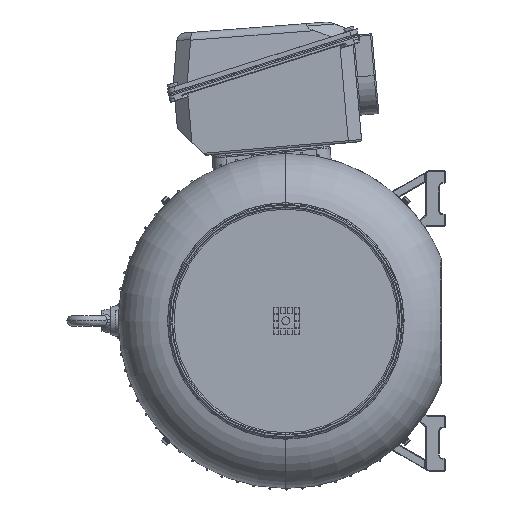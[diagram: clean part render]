
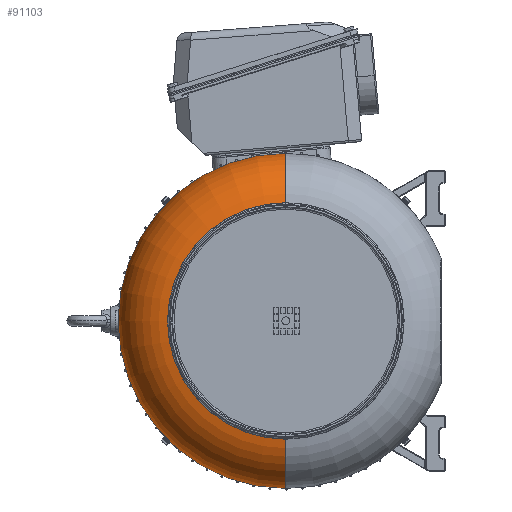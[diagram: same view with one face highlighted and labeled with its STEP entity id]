
A CAD part, left-side view. The second image highlights one B-rep face of the part: STEP entity #91103.
In plain terms, the highlighted toroidal (fillet/blend) face has major radius 155.5 mm and minor radius 85 mm.
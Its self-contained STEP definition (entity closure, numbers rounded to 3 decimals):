
#97 = ORIENTED_EDGE ( 'NONE', *, *, #61008, .T. ) ;
#1862 = ORIENTED_EDGE ( 'NONE', *, *, #141365, .F. ) ;
#6337 = CARTESIAN_POINT ( 'NONE',  ( -157., 0., 240.5 ) ) ;
#18145 = CARTESIAN_POINT ( 'NONE',  ( -240.783, 0., 169.832 ) ) ;
#20599 = TOROIDAL_SURFACE ( 'NONE', #111115, 155.5, 85. ) ;
#28429 = EDGE_CURVE ( 'NONE', #105265, #34793, #45778, .T. ) ;
#33567 = AXIS2_PLACEMENT_3D ( 'NONE', #158891, #80489, #81033 ) ;
#34793 = VERTEX_POINT ( 'NONE', #156104 ) ;
#45778 = CIRCLE ( 'NONE', #60602, 240.5 ) ;
#49946 = CARTESIAN_POINT ( 'NONE',  ( -157., 0., 0. ) ) ;
#50961 = DIRECTION ( 'NONE',  ( 0., 0., 1. ) ) ;
#54010 = CIRCLE ( 'NONE', #62088, 85. ) ;
#60602 = AXIS2_PLACEMENT_3D ( 'NONE', #167476, #77117, #50961 ) ;
#61008 = EDGE_CURVE ( 'NONE', #34793, #99078, #54010, .T. ) ;
#62088 = AXIS2_PLACEMENT_3D ( 'NONE', #148153, #161253, #83400 ) ;
#67157 = DIRECTION ( 'NONE',  ( 0., 0., 1. ) ) ;
#77117 = DIRECTION ( 'NONE',  ( -1., 0., 0. ) ) ;
#80489 = DIRECTION ( 'NONE',  ( 0., -1., 0. ) ) ;
#81033 = DIRECTION ( 'NONE',  ( 0., 0., -1. ) ) ;
#83400 = DIRECTION ( 'NONE',  ( 0., 0., 1. ) ) ;
#91103 = ADVANCED_FACE ( 'NONE', ( #112085 ), #20599, .T. ) ;
#93309 = DIRECTION ( 'NONE',  ( -1., 0., 0. ) ) ;
#99078 = VERTEX_POINT ( 'NONE', #149828 ) ;
#105265 = VERTEX_POINT ( 'NONE', #6337 ) ;
#111115 = AXIS2_PLACEMENT_3D ( 'NONE', #49946, #126757, #165928 ) ;
#112085 = FACE_OUTER_BOUND ( 'NONE', #117475, .T. ) ;
#117475 = EDGE_LOOP ( 'NONE', ( #144296, #97, #129856, #1862 ) ) ;
#119460 = CARTESIAN_POINT ( 'NONE',  ( -240.783, 0., 0. ) ) ;
#126757 = DIRECTION ( 'NONE',  ( -1., 0., 0. ) ) ;
#129856 = ORIENTED_EDGE ( 'NONE', *, *, #161273, .F. ) ;
#133138 = VERTEX_POINT ( 'NONE', #18145 ) ;
#141365 = EDGE_CURVE ( 'NONE', #105265, #133138, #167283, .T. ) ;
#144296 = ORIENTED_EDGE ( 'NONE', *, *, #28429, .T. ) ;
#148153 = CARTESIAN_POINT ( 'NONE',  ( -157., 0., -155.5 ) ) ;
#148444 = CIRCLE ( 'NONE', #167422, 169.832 ) ;
#149828 = CARTESIAN_POINT ( 'NONE',  ( -240.783, 0., -169.832 ) ) ;
#156104 = CARTESIAN_POINT ( 'NONE',  ( -157., 0., -240.5 ) ) ;
#158891 = CARTESIAN_POINT ( 'NONE',  ( -157., 0., 155.5 ) ) ;
#161253 = DIRECTION ( 'NONE',  ( 0., 1., 0. ) ) ;
#161273 = EDGE_CURVE ( 'NONE', #133138, #99078, #148444, .T. ) ;
#165928 = DIRECTION ( 'NONE',  ( 0., 0., 1. ) ) ;
#167283 = CIRCLE ( 'NONE', #33567, 85. ) ;
#167422 = AXIS2_PLACEMENT_3D ( 'NONE', #119460, #93309, #67157 ) ;
#167476 = CARTESIAN_POINT ( 'NONE',  ( -157., 0., 0. ) ) ;
